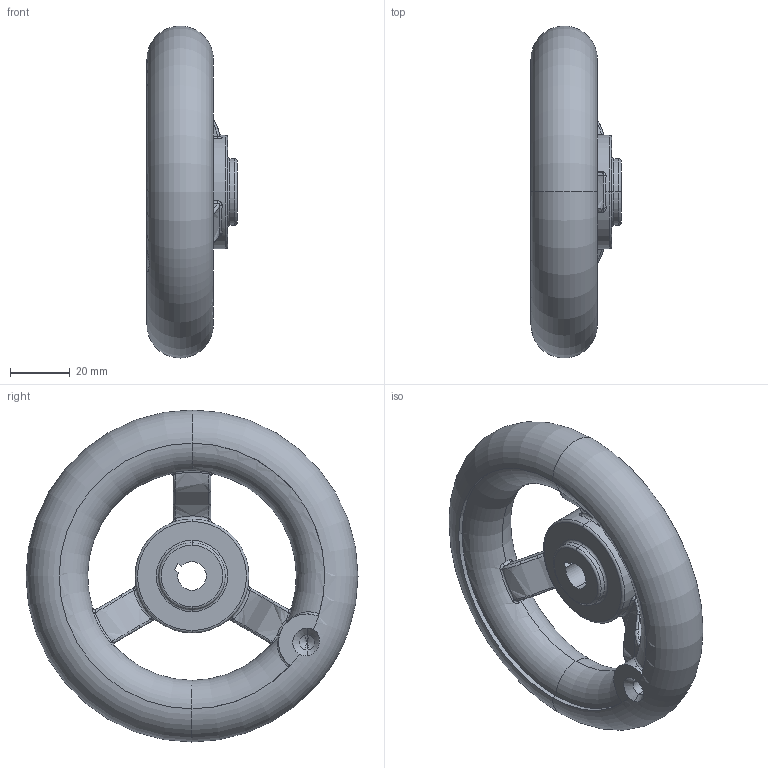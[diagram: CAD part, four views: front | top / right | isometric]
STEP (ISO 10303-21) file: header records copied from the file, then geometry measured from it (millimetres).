
FILE_DESCRIPTION (( 'STEP AP214' ), '1' );
FILE_NAME ('100213.STEP', '2025-08-24T21:13:02', ( '' ), ( '' ), 'SwSTEP 2.0', 'SolidWorks 2025', '' );
FILE_SCHEMA (( 'AUTOMOTIVE_DESIGN' ));
Length unit declared in the file: inch
Products named in the file (1): 100213
Bounding box: 30.16 x 111.12 x 111.12 mm (x, y, z)
Volume: 115299.9 mm3; surface area: 25804.5 mm2
Topology: 1 solids, 1 shells, 153 faces, 381 edges, 226 vertices
Faces by surface type: bspline 88, cylinder 26, torus 19, plane 14, cone 4, sphere 2
Entity records: 10049 total; most frequent: CARTESIAN_POINT 6982, ORIENTED_EDGE 758, DIRECTION 486, EDGE_CURVE 379, VERTEX_POINT 226, AXIS2_PLACEMENT_3D 220, B_SPLINE_CURVE_WITH_KNOTS 179, EDGE_LOOP 159
